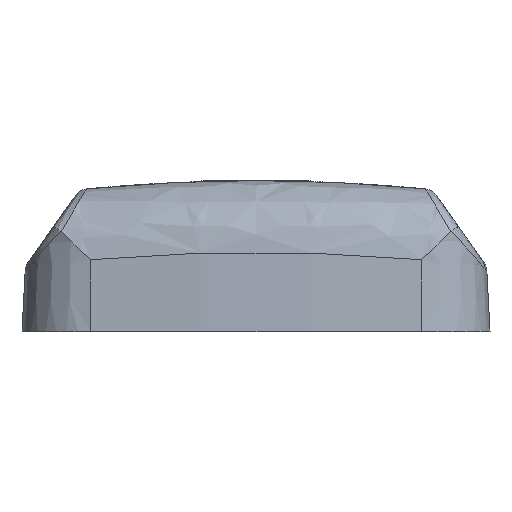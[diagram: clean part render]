
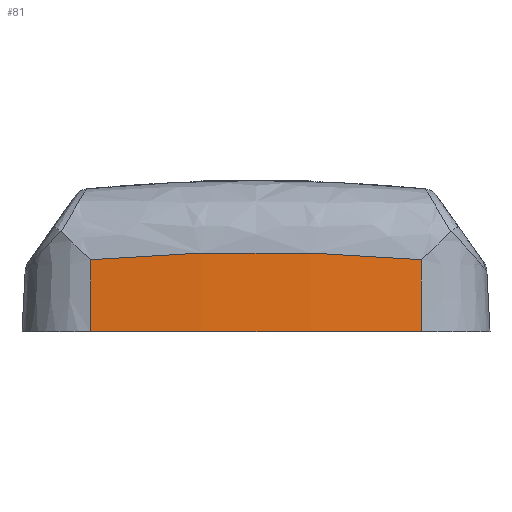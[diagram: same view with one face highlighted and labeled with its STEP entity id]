
A CAD part, front view. The second image highlights one B-rep face of the part: STEP entity #81.
In plain terms, the highlighted conical face has half-angle 3 degrees and reference radius 348.166 mm.
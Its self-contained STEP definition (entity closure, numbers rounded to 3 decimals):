
#81 = ADVANCED_FACE ( 'NONE', ( #9310 ), #18771, .T. ) ;
#525 = DIRECTION ( 'NONE',  ( 0., 0., -1. ) ) ;
#632 = VERTEX_POINT ( 'NONE', #3014 ) ;
#729 = LINE ( 'NONE', #16920, #16709 ) ;
#1088 = ORIENTED_EDGE ( 'NONE', *, *, #14565, .T. ) ;
#2050 = EDGE_LOOP ( 'NONE', ( #11246, #6945, #1088, #7744 ) ) ;
#2079 = AXIS2_PLACEMENT_3D ( 'NONE', #5637, #16848, #10645 ) ;
#2275 = VECTOR ( 'NONE', #9393, 1000. ) ;
#3014 = CARTESIAN_POINT ( 'NONE',  ( -32.91, -122.449, 0. ) ) ;
#3040 = CARTESIAN_POINT ( 'NONE',  ( 32.91, -122.449, 0. ) ) ;
#3722 = CARTESIAN_POINT ( 'NONE',  ( -10.991, -123.173, 15.785 ) ) ;
#5093 = CARTESIAN_POINT ( 'NONE',  ( 32.84, -121.703, 14.307 ) ) ;
#5524 = DIRECTION ( 'NONE',  ( -1., 0., 0. ) ) ;
#5637 = CARTESIAN_POINT ( 'NONE',  ( 0., 226., 0. ) ) ;
#6602 = CARTESIAN_POINT ( 'NONE',  ( -32.84, -121.703, 14.307 ) ) ;
#6945 = ORIENTED_EDGE ( 'NONE', *, *, #19113, .T. ) ;
#7744 = ORIENTED_EDGE ( 'NONE', *, *, #18980, .T. ) ;
#7791 = DIRECTION ( 'NONE',  ( -0.005, -0.052, -0.999 ) ) ;
#7964 = B_SPLINE_CURVE_WITH_KNOTS ( 'NONE', 3,
 ( #5093, #10985, #12443, #3722, #12497, #6602 ),
 .UNSPECIFIED., .F., .F.,
 ( 4, 2, 4 ),
 ( 0., 0.033, 0.066 ),
 .UNSPECIFIED. ) ;
#9310 = FACE_OUTER_BOUND ( 'NONE', #2050, .T. ) ;
#9322 = VERTEX_POINT ( 'NONE', #14672 ) ;
#9393 = DIRECTION ( 'NONE',  ( 0.005, -0.052, -0.999 ) ) ;
#10645 = DIRECTION ( 'NONE',  ( 1., 0., 0. ) ) ;
#10699 = LINE ( 'NONE', #14160, #2275 ) ;
#10985 = CARTESIAN_POINT ( 'NONE',  ( 21.937, -122.681, 15.291 ) ) ;
#11171 = CIRCLE ( 'NONE', #2079, 350. ) ;
#11246 = ORIENTED_EDGE ( 'NONE', *, *, #18754, .F. ) ;
#11618 = AXIS2_PLACEMENT_3D ( 'NONE', #12924, #525, #5524 ) ;
#12443 = CARTESIAN_POINT ( 'NONE',  ( 10.991, -123.173, 15.785 ) ) ;
#12497 = CARTESIAN_POINT ( 'NONE',  ( -21.937, -122.681, 15.291 ) ) ;
#12924 = CARTESIAN_POINT ( 'NONE',  ( 0., 226., 35. ) ) ;
#13416 = VERTEX_POINT ( 'NONE', #17280 ) ;
#13653 = VERTEX_POINT ( 'NONE', #3040 ) ;
#14160 = CARTESIAN_POINT ( 'NONE',  ( 32.91, -122.449, 0. ) ) ;
#14565 = EDGE_CURVE ( 'NONE', #13416, #632, #729, .T. ) ;
#14672 = CARTESIAN_POINT ( 'NONE',  ( 32.84, -121.703, 14.307 ) ) ;
#16709 = VECTOR ( 'NONE', #7791, 1000. ) ;
#16848 = DIRECTION ( 'NONE',  ( 0., 0., 1. ) ) ;
#16920 = CARTESIAN_POINT ( 'NONE',  ( -32.91, -122.449, 0. ) ) ;
#17280 = CARTESIAN_POINT ( 'NONE',  ( -32.84, -121.703, 14.307 ) ) ;
#18754 = EDGE_CURVE ( 'NONE', #9322, #13653, #10699, .T. ) ;
#18771 = CONICAL_SURFACE ( 'NONE', #11618, 348.166, 0.052 ) ;
#18980 = EDGE_CURVE ( 'NONE', #632, #13653, #11171, .T. ) ;
#19113 = EDGE_CURVE ( 'NONE', #9322, #13416, #7964, .T. ) ;
